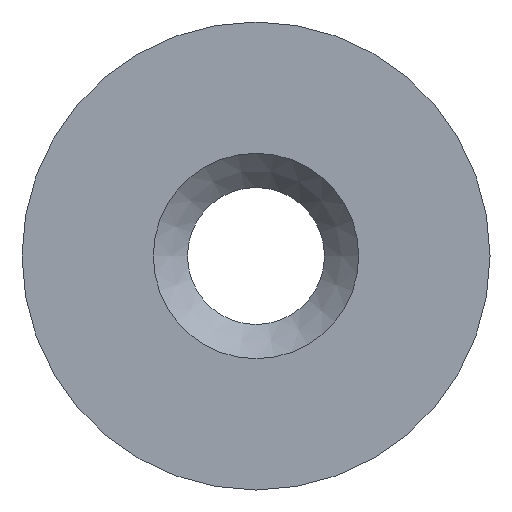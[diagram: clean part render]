
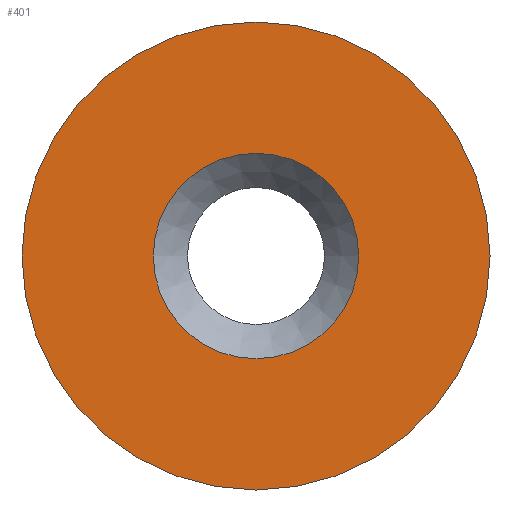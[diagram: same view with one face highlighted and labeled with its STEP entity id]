
A CAD part, front view. The second image highlights one B-rep face of the part: STEP entity #401.
In plain terms, the highlighted planar face has unit normal (0, -1, 0).
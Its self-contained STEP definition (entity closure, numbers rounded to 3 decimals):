
#22=FACE_BOUND('',#74,.T.);
#27=PLANE('',#457);
#46=FACE_OUTER_BOUND('',#73,.T.);
#73=EDGE_LOOP('',(#317));
#74=EDGE_LOOP('',(#318));
#103=CIRCLE('',#456,9.);
#104=CIRCLE('',#458,20.5);
#191=VERTEX_POINT('',#1115);
#192=VERTEX_POINT('',#1119);
#240=EDGE_CURVE('',#191,#191,#103,.T.);
#241=EDGE_CURVE('',#192,#192,#104,.T.);
#317=ORIENTED_EDGE('',*,*,#241,.T.);
#318=ORIENTED_EDGE('',*,*,#240,.F.);
#401=ADVANCED_FACE('',(#46,#22),#27,.T.);
#456=AXIS2_PLACEMENT_3D('',#1117,#539,#540);
#457=AXIS2_PLACEMENT_3D('',#1118,#541,#542);
#458=AXIS2_PLACEMENT_3D('',#1120,#543,#544);
#539=DIRECTION('center_axis',(0.,-1.,0.));
#540=DIRECTION('ref_axis',(1.,0.,0.));
#541=DIRECTION('center_axis',(0.,-1.,0.));
#542=DIRECTION('ref_axis',(1.,0.,0.));
#543=DIRECTION('center_axis',(0.,-1.,0.));
#544=DIRECTION('ref_axis',(1.,0.,0.));
#1115=CARTESIAN_POINT('',(-9.,-121.5,0.));
#1117=CARTESIAN_POINT('Origin',(0.,-121.5,0.));
#1118=CARTESIAN_POINT('Origin',(0.,-121.5,0.));
#1119=CARTESIAN_POINT('',(-20.5,-121.5,0.));
#1120=CARTESIAN_POINT('Origin',(0.,-121.5,0.));
